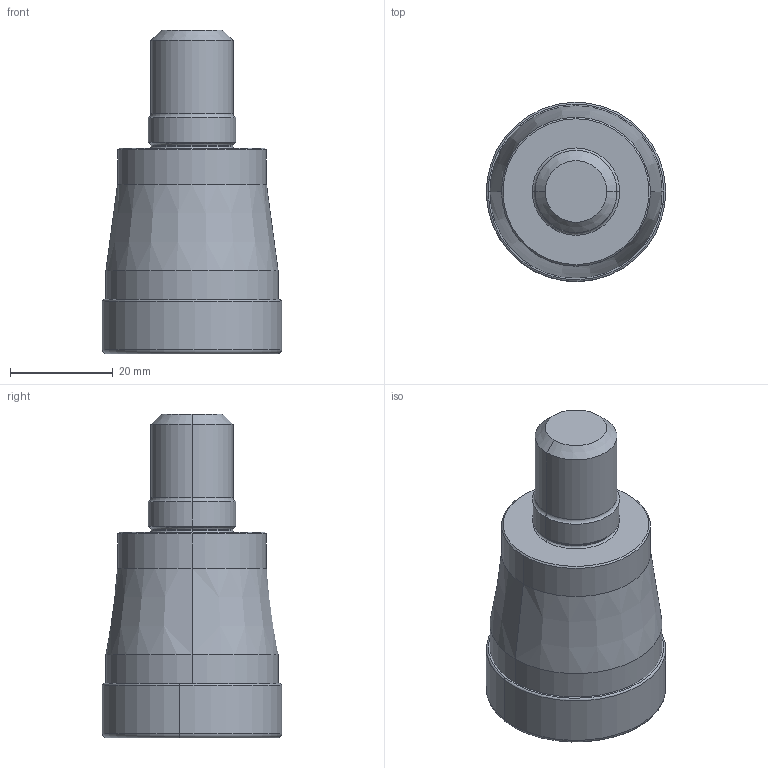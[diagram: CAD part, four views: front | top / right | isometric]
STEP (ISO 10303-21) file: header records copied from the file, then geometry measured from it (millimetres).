
FILE_DESCRIPTION(/* description */ (''),/* implementation_level */ '2;1');
FILE_NAME(/* name */ 'APX3000UR225AM16A40_IR0_031.stp',/* time_stamp */ '2021-09-08T11:45:38+09:00',/* author */ (''),/* organization */ (''),/* preprocessor_version */ 'ST-DEVELOPER v16',/* originating_system */ 'SIEMENS PLM Software NX 10.0',/* authorisation */ '');
FILE_SCHEMA (('AUTOMOTIVE_DESIGN { 1 0 10303 214 3 1 1 1 }'));
Length unit declared in the file: millimetre
Products named in the file (1): APX3000UR225AM16A40_IR0_031_ASM
Bounding box: 34.9 x 34.9 x 63 mm (x, y, z)
Volume: 41743.5 mm3; surface area: 9604.4 mm2
Topology: 2 solids, 2 shells, 111 faces, 277 edges, 209 vertices
Faces by surface type: torus 54, cone 20, revolution 16, cylinder 12, plane 9
Entity records: 4203 total; most frequent: CARTESIAN_POINT 1325, DIRECTION 653, ORIENTED_EDGE 484, AXIS2_PLACEMENT_3D 296, EDGE_CURVE 242, CIRCLE 190, VERTEX_POINT 136, EDGE_LOOP 114
